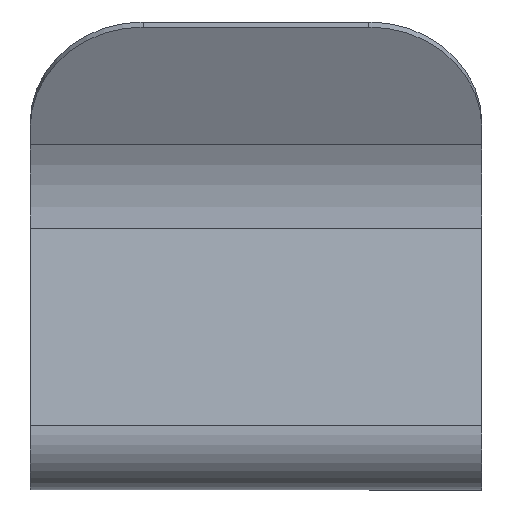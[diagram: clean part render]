
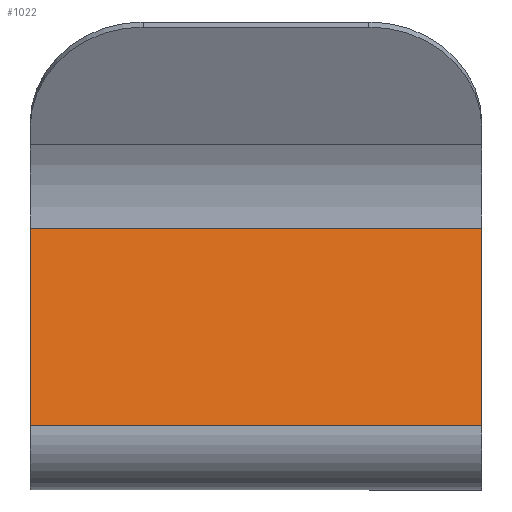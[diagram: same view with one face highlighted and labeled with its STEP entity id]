
A CAD part, front view. The second image highlights one B-rep face of the part: STEP entity #1022.
In plain terms, the highlighted planar face has unit normal (0, -0.989, 0.145).
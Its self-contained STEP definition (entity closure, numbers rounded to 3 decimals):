
#47 = ORIENTED_EDGE ( 'NONE', *, *, #112, .F. ) ;
#53 = LINE ( 'NONE', #972, #883 ) ;
#81 = CARTESIAN_POINT ( 'NONE',  ( 3.9, -8.239, 1.145 ) ) ;
#87 = LINE ( 'NONE', #925, #566 ) ;
#112 = EDGE_CURVE ( 'NONE', #442, #630, #53, .T. ) ;
#117 = DIRECTION ( 'NONE',  ( -1., 0., 0. ) ) ;
#124 = ORIENTED_EDGE ( 'NONE', *, *, #160, .F. ) ;
#130 = DIRECTION ( 'NONE',  ( 0., -0.145, -0.989 ) ) ;
#160 = EDGE_CURVE ( 'NONE', #888, #258, #964, .T. ) ;
#172 = DIRECTION ( 'NONE',  ( 1., 0., 0. ) ) ;
#216 = VECTOR ( 'NONE', #117, 1000. ) ;
#246 = DIRECTION ( 'NONE',  ( 0., 0.989, -0.145 ) ) ;
#258 = VERTEX_POINT ( 'NONE', #638 ) ;
#303 = EDGE_CURVE ( 'NONE', #630, #888, #87, .T. ) ;
#345 = DIRECTION ( 'NONE',  ( 0., 0.145, 0.989 ) ) ;
#419 = CARTESIAN_POINT ( 'NONE',  ( 4., -7.727, 4.637 ) ) ;
#435 = CARTESIAN_POINT ( 'NONE',  ( 3.95, -8.239, 1.145 ) ) ;
#442 = VERTEX_POINT ( 'NONE', #669 ) ;
#520 = VECTOR ( 'NONE', #345, 1000. ) ;
#552 = CARTESIAN_POINT ( 'NONE',  ( 4., -8.239, 1.145 ) ) ;
#566 = VECTOR ( 'NONE', #130, 1000. ) ;
#630 = VERTEX_POINT ( 'NONE', #419 ) ;
#638 = CARTESIAN_POINT ( 'NONE',  ( -4., -8.239, 1.145 ) ) ;
#669 = CARTESIAN_POINT ( 'NONE',  ( -4., -7.727, 4.637 ) ) ;
#696 = EDGE_CURVE ( 'NONE', #258, #442, #731, .T. ) ;
#731 = LINE ( 'NONE', #808, #520 ) ;
#790 = AXIS2_PLACEMENT_3D ( 'NONE', #81, #246, #1147 ) ;
#808 = CARTESIAN_POINT ( 'NONE',  ( -4., -8.239, 1.145 ) ) ;
#883 = VECTOR ( 'NONE', #172, 1000. ) ;
#888 = VERTEX_POINT ( 'NONE', #552 ) ;
#891 = EDGE_LOOP ( 'NONE', ( #968, #47, #996, #124 ) ) ;
#925 = CARTESIAN_POINT ( 'NONE',  ( 4., -7.727, 4.637 ) ) ;
#964 = LINE ( 'NONE', #435, #216 ) ;
#968 = ORIENTED_EDGE ( 'NONE', *, *, #303, .F. ) ;
#972 = CARTESIAN_POINT ( 'NONE',  ( 3.9, -7.727, 4.637 ) ) ;
#996 = ORIENTED_EDGE ( 'NONE', *, *, #696, .F. ) ;
#1022 = ADVANCED_FACE ( 'NONE', ( #1065 ), #1058, .F. ) ;
#1058 = PLANE ( 'NONE',  #790 ) ;
#1065 = FACE_OUTER_BOUND ( 'NONE', #891, .T. ) ;
#1147 = DIRECTION ( 'NONE',  ( 0., 0.145, 0.989 ) ) ;
